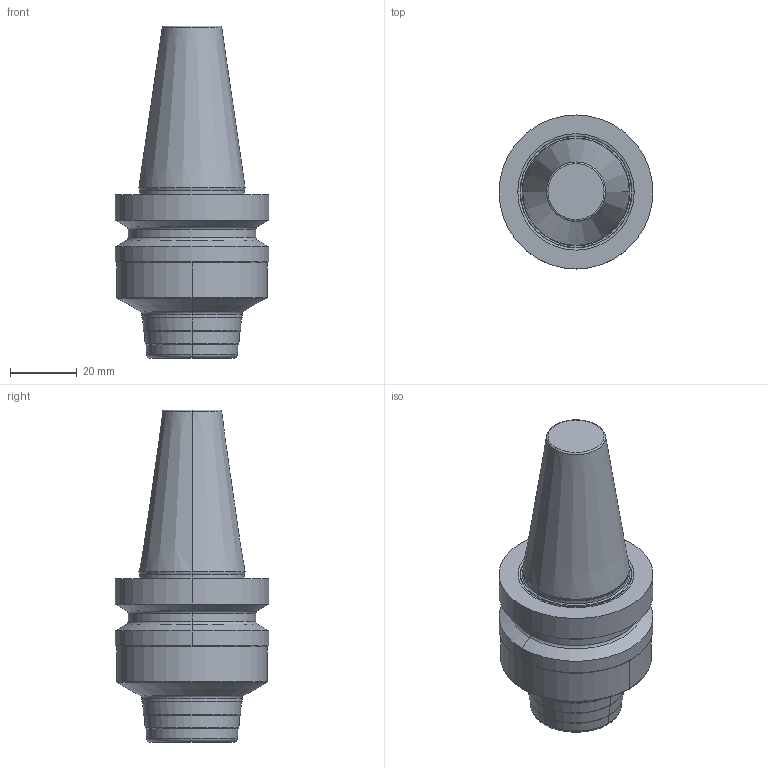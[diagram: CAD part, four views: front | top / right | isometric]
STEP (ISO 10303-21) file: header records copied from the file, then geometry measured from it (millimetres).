
FILE_DESCRIPTION((''),'2;1');
FILE_NAME('30526721','2019-06-19T08:43:10',('bahnemannr'),(''),'CREO PARAMETRIC BY PTC INC, 2018300','CREO PARAMETRIC BY PTC INC, 2018300','');
FILE_SCHEMA(('AUTOMOTIVE_DESIGN { 1 0 10303 214 1 1 1 1 }'));
Length unit declared in the file: millimetre
Products named in the file (1): 30526721
Bounding box: 46 x 46 x 99.2 mm (x, y, z)
Volume: 83064.5 mm3; surface area: 14120.1 mm2
Topology: 1 solids, 1 shells, 69 faces, 140 edges, 84 vertices
Faces by surface type: torus 28, cone 18, cylinder 14, plane 9
Entity records: 3104 total; most frequent: DIRECTION 388, CARTESIAN_POINT 290, ORIENTED_EDGE 272, AXIS2_PLACEMENT_3D 176, PROPERTY_DEFINITION 153, REPRESENTATION 152, PROPERTY_DEFINITION_REPRESENTATION 152, PRESENTATION_STYLE_ASSIGNMENT 144
